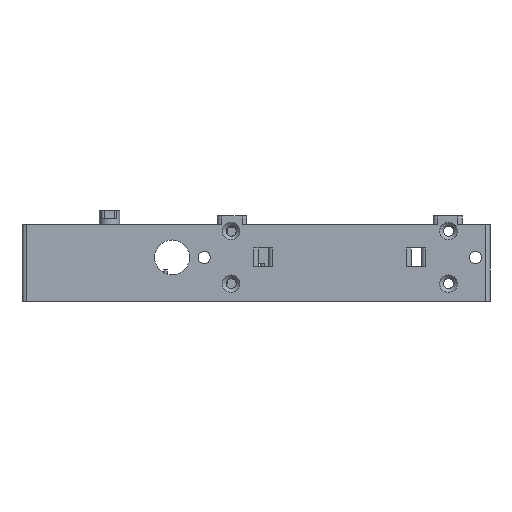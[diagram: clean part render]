
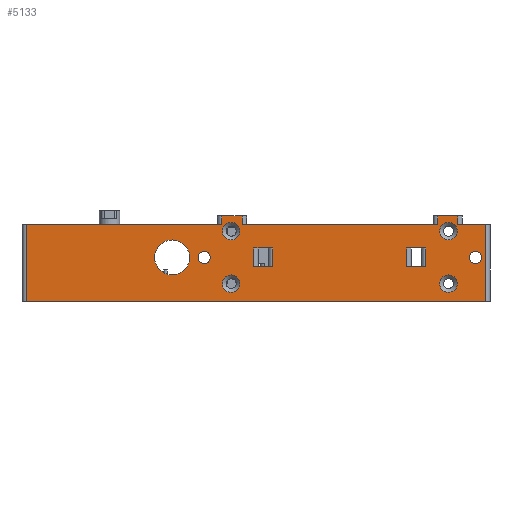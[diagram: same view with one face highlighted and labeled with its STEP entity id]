
A CAD part, front view. The second image highlights one B-rep face of the part: STEP entity #5133.
In plain terms, the highlighted planar face has unit normal (0, -1, 0).
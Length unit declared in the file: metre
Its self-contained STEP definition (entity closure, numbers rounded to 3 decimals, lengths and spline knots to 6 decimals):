
#275=LINE('',#8118,#668);
#359=LINE('',#8421,#752);
#360=LINE('',#8424,#753);
#361=LINE('',#8426,#754);
#362=LINE('',#8428,#755);
#363=LINE('',#8431,#756);
#364=LINE('',#8434,#757);
#365=LINE('',#8436,#758);
#366=LINE('',#8438,#759);
#367=LINE('',#8440,#760);
#368=LINE('',#8442,#761);
#369=LINE('',#8444,#762);
#370=LINE('',#8446,#763);
#371=LINE('',#8447,#764);
#372=LINE('',#8449,#765);
#373=LINE('',#8451,#766);
#374=LINE('',#8454,#767);
#375=LINE('',#8457,#768);
#376=LINE('',#8459,#769);
#377=LINE('',#8461,#770);
#668=VECTOR('',#6318,1.);
#752=VECTOR('',#6570,1.);
#753=VECTOR('',#6571,1.);
#754=VECTOR('',#6572,1.);
#755=VECTOR('',#6573,1.);
#756=VECTOR('',#6576,1.);
#757=VECTOR('',#6577,1.);
#758=VECTOR('',#6578,1.);
#759=VECTOR('',#6579,1.);
#760=VECTOR('',#6580,1.);
#761=VECTOR('',#6581,1.);
#762=VECTOR('',#6582,1.);
#763=VECTOR('',#6583,1.);
#764=VECTOR('',#6584,1.);
#765=VECTOR('',#6585,1.);
#766=VECTOR('',#6586,1.);
#767=VECTOR('',#6589,1.);
#768=VECTOR('',#6590,1.);
#769=VECTOR('',#6591,1.);
#770=VECTOR('',#6592,1.);
#1311=ORIENTED_EDGE('',*,*,#2765,.T.);
#1312=ORIENTED_EDGE('',*,*,#2766,.T.);
#1313=ORIENTED_EDGE('',*,*,#2767,.T.);
#1314=ORIENTED_EDGE('',*,*,#2768,.T.);
#1315=ORIENTED_EDGE('',*,*,#2769,.T.);
#1316=ORIENTED_EDGE('',*,*,#2770,.F.);
#1317=ORIENTED_EDGE('',*,*,#2771,.T.);
#1318=ORIENTED_EDGE('',*,*,#2772,.F.);
#1319=ORIENTED_EDGE('',*,*,#2773,.T.);
#1320=ORIENTED_EDGE('',*,*,#2774,.T.);
#1321=ORIENTED_EDGE('',*,*,#2775,.T.);
#1322=ORIENTED_EDGE('',*,*,#2776,.T.);
#1323=ORIENTED_EDGE('',*,*,#2777,.T.);
#1324=ORIENTED_EDGE('',*,*,#2778,.T.);
#1325=ORIENTED_EDGE('',*,*,#2779,.T.);
#1326=ORIENTED_EDGE('',*,*,#2780,.T.);
#1327=ORIENTED_EDGE('',*,*,#2781,.T.);
#1328=ORIENTED_EDGE('',*,*,#2782,.T.);
#1329=ORIENTED_EDGE('',*,*,#2616,.F.);
#1330=ORIENTED_EDGE('',*,*,#2783,.T.);
#1331=ORIENTED_EDGE('',*,*,#2784,.T.);
#1332=ORIENTED_EDGE('',*,*,#2785,.T.);
#1333=ORIENTED_EDGE('',*,*,#2786,.T.);
#1334=ORIENTED_EDGE('',*,*,#2787,.F.);
#1335=ORIENTED_EDGE('',*,*,#2788,.T.);
#1336=ORIENTED_EDGE('',*,*,#2789,.F.);
#1337=ORIENTED_EDGE('',*,*,#2790,.T.);
#2616=EDGE_CURVE('',#3349,#3350,#275,.T.);
#2765=EDGE_CURVE('',#3480,#3480,#3857,.T.);
#2766=EDGE_CURVE('',#3481,#3481,#3858,.T.);
#2767=EDGE_CURVE('',#3482,#3482,#3859,.T.);
#2768=EDGE_CURVE('',#3483,#3483,#3860,.T.);
#2769=EDGE_CURVE('',#3484,#3484,#3861,.T.);
#2770=EDGE_CURVE('',#3485,#3486,#359,.T.);
#2771=EDGE_CURVE('',#3485,#3487,#360,.F.);
#2772=EDGE_CURVE('',#3488,#3487,#361,.T.);
#2773=EDGE_CURVE('',#3488,#3486,#362,.F.);
#2774=EDGE_CURVE('',#3489,#3489,#3862,.T.);
#2775=EDGE_CURVE('',#3490,#3491,#363,.T.);
#2776=EDGE_CURVE('',#3491,#3492,#364,.F.);
#2777=EDGE_CURVE('',#3492,#3493,#365,.T.);
#2778=EDGE_CURVE('',#3493,#3494,#366,.T.);
#2779=EDGE_CURVE('',#3494,#3495,#367,.T.);
#2780=EDGE_CURVE('',#3495,#3496,#368,.F.);
#2781=EDGE_CURVE('',#3496,#3497,#369,.T.);
#2782=EDGE_CURVE('',#3497,#3350,#370,.F.);
#2783=EDGE_CURVE('',#3349,#3498,#371,.T.);
#2784=EDGE_CURVE('',#3498,#3499,#372,.T.);
#2785=EDGE_CURVE('',#3499,#3490,#373,.F.);
#2786=EDGE_CURVE('',#3500,#3500,#3863,.T.);
#2787=EDGE_CURVE('',#3501,#3502,#374,.T.);
#2788=EDGE_CURVE('',#3501,#3503,#375,.F.);
#2789=EDGE_CURVE('',#3504,#3503,#376,.T.);
#2790=EDGE_CURVE('',#3504,#3502,#377,.T.);
#3349=VERTEX_POINT('',#8117);
#3350=VERTEX_POINT('',#8119);
#3480=VERTEX_POINT('',#8412);
#3481=VERTEX_POINT('',#8414);
#3482=VERTEX_POINT('',#8416);
#3483=VERTEX_POINT('',#8418);
#3484=VERTEX_POINT('',#8420);
#3485=VERTEX_POINT('',#8422);
#3486=VERTEX_POINT('',#8423);
#3487=VERTEX_POINT('',#8425);
#3488=VERTEX_POINT('',#8427);
#3489=VERTEX_POINT('',#8430);
#3490=VERTEX_POINT('',#8432);
#3491=VERTEX_POINT('',#8433);
#3492=VERTEX_POINT('',#8435);
#3493=VERTEX_POINT('',#8437);
#3494=VERTEX_POINT('',#8439);
#3495=VERTEX_POINT('',#8441);
#3496=VERTEX_POINT('',#8443);
#3497=VERTEX_POINT('',#8445);
#3498=VERTEX_POINT('',#8448);
#3499=VERTEX_POINT('',#8450);
#3500=VERTEX_POINT('',#8453);
#3501=VERTEX_POINT('',#8455);
#3502=VERTEX_POINT('',#8456);
#3503=VERTEX_POINT('',#8458);
#3504=VERTEX_POINT('',#8460);
#3857=CIRCLE('',#5600,0.003);
#3858=CIRCLE('',#5601,0.003);
#3859=CIRCLE('',#5602,0.003);
#3860=CIRCLE('',#5603,0.003);
#3861=CIRCLE('',#5604,0.0021);
#3862=CIRCLE('',#5605,0.0021);
#3863=CIRCLE('',#5606,0.006);
#4101=EDGE_LOOP('',(#1311));
#4102=EDGE_LOOP('',(#1312));
#4103=EDGE_LOOP('',(#1313));
#4104=EDGE_LOOP('',(#1314));
#4105=EDGE_LOOP('',(#1315));
#4106=EDGE_LOOP('',(#1316,#1317,#1318,#1319));
#4107=EDGE_LOOP('',(#1320));
#4108=EDGE_LOOP('',(#1321,#1322,#1323,#1324,#1325,#1326,#1327,#1328,#1329,
#1330,#1331,#1332));
#4109=EDGE_LOOP('',(#1333));
#4110=EDGE_LOOP('',(#1334,#1335,#1336,#1337));
#4572=FACE_BOUND('',#4101,.T.);
#4573=FACE_BOUND('',#4102,.T.);
#4574=FACE_BOUND('',#4103,.T.);
#4575=FACE_BOUND('',#4104,.T.);
#4576=FACE_BOUND('',#4105,.T.);
#4577=FACE_BOUND('',#4106,.T.);
#4578=FACE_BOUND('',#4107,.T.);
#4579=FACE_BOUND('',#4108,.T.);
#4580=FACE_BOUND('',#4109,.T.);
#4581=FACE_BOUND('',#4110,.T.);
#4994=PLANE('',#5599);
#5133=ADVANCED_FACE('',(#4572,#4573,#4574,#4575,#4576,#4577,#4578,#4579,
#4580,#4581),#4994,.F.);
#5599=AXIS2_PLACEMENT_3D('',#8410,#6558,#6559);
#5600=AXIS2_PLACEMENT_3D('',#8411,#6560,#6561);
#5601=AXIS2_PLACEMENT_3D('',#8413,#6562,#6563);
#5602=AXIS2_PLACEMENT_3D('',#8415,#6564,#6565);
#5603=AXIS2_PLACEMENT_3D('',#8417,#6566,#6567);
#5604=AXIS2_PLACEMENT_3D('',#8419,#6568,#6569);
#5605=AXIS2_PLACEMENT_3D('',#8429,#6574,#6575);
#5606=AXIS2_PLACEMENT_3D('',#8452,#6587,#6588);
#6318=DIRECTION('',(-1.,0.,0.));
#6558=DIRECTION('',(0.,1.,0.));
#6559=DIRECTION('',(0.,0.,1.));
#6560=DIRECTION('',(0.,1.,0.));
#6561=DIRECTION('',(0.,0.,1.));
#6562=DIRECTION('',(0.,1.,0.));
#6563=DIRECTION('',(0.,0.,1.));
#6564=DIRECTION('',(0.,1.,0.));
#6565=DIRECTION('',(0.,0.,1.));
#6566=DIRECTION('',(0.,1.,0.));
#6567=DIRECTION('',(0.,0.,1.));
#6568=DIRECTION('',(0.,1.,0.));
#6569=DIRECTION('',(0.,0.,1.));
#6570=DIRECTION('',(1.,0.,0.));
#6571=DIRECTION('',(0.,0.,-1.));
#6572=DIRECTION('',(-1.,0.,0.));
#6573=DIRECTION('',(0.,0.,1.));
#6574=DIRECTION('',(0.,1.,0.));
#6575=DIRECTION('',(0.,0.,1.));
#6576=DIRECTION('',(-1.,0.,0.));
#6577=DIRECTION('',(0.,0.,1.));
#6578=DIRECTION('',(-1.,0.,0.));
#6579=DIRECTION('',(0.,0.,1.));
#6580=DIRECTION('',(-1.,0.,0.));
#6581=DIRECTION('',(0.,0.,1.));
#6582=DIRECTION('',(-1.,0.,0.));
#6583=DIRECTION('',(0.,0.,1.));
#6584=DIRECTION('',(0.,0.,1.));
#6585=DIRECTION('',(-1.,0.,0.));
#6586=DIRECTION('',(0.,0.,-1.));
#6587=DIRECTION('',(0.,1.,0.));
#6588=DIRECTION('',(0.,0.,1.));
#6589=DIRECTION('',(1.,0.,0.));
#6590=DIRECTION('',(0.,0.,-1.));
#6591=DIRECTION('',(-1.,0.,0.));
#6592=DIRECTION('',(0.,0.,-1.));
#8117=CARTESIAN_POINT('',(0.064,-0.042,0.));
#8118=CARTESIAN_POINT('',(-0.005,-0.042,0.));
#8119=CARTESIAN_POINT('',(-0.0935,-0.042,0.));
#8410=CARTESIAN_POINT('',(0.014,-0.042,0.01525));
#8411=CARTESIAN_POINT('',(0.05125,-0.042,0.00625));
#8412=CARTESIAN_POINT('',(0.05125,-0.042,0.00925));
#8413=CARTESIAN_POINT('',(0.05125,-0.042,0.02425));
#8414=CARTESIAN_POINT('',(0.05125,-0.042,0.02725));
#8415=CARTESIAN_POINT('',(-0.02325,-0.042,0.00625));
#8416=CARTESIAN_POINT('',(-0.02325,-0.042,0.00925));
#8417=CARTESIAN_POINT('',(-0.02325,-0.042,0.02425));
#8418=CARTESIAN_POINT('',(-0.02325,-0.042,0.02725));
#8419=CARTESIAN_POINT('',(0.0605,-0.042,0.01525));
#8420=CARTESIAN_POINT('',(0.0605,-0.042,0.01735));
#8421=CARTESIAN_POINT('',(0.014,-0.042,0.012));
#8422=CARTESIAN_POINT('',(0.037,-0.042,0.012));
#8423=CARTESIAN_POINT('',(0.0435,-0.042,0.012));
#8424=CARTESIAN_POINT('',(0.037,-0.042,0.0185));
#8425=CARTESIAN_POINT('',(0.037,-0.042,0.0185));
#8426=CARTESIAN_POINT('',(0.014,-0.042,0.0185));
#8427=CARTESIAN_POINT('',(0.0435,-0.042,0.0185));
#8428=CARTESIAN_POINT('',(0.0435,-0.042,0.012));
#8429=CARTESIAN_POINT('',(-0.0325,-0.042,0.01525));
#8430=CARTESIAN_POINT('',(-0.0325,-0.042,0.01735));
#8431=CARTESIAN_POINT('',(0.0555,-0.042,0.0295));
#8432=CARTESIAN_POINT('',(0.0545,-0.042,0.0295));
#8433=CARTESIAN_POINT('',(0.0475,-0.042,0.0295));
#8434=CARTESIAN_POINT('',(0.0475,-0.042,0.01525));
#8435=CARTESIAN_POINT('',(0.0475,-0.042,0.0265));
#8436=CARTESIAN_POINT('',(-0.005,-0.042,0.0265));
#8437=CARTESIAN_POINT('',(-0.0195,-0.042,0.0265));
#8438=CARTESIAN_POINT('',(-0.0195,-0.042,0.0295));
#8439=CARTESIAN_POINT('',(-0.0195,-0.042,0.0295));
#8440=CARTESIAN_POINT('',(-0.0185,-0.042,0.0295));
#8441=CARTESIAN_POINT('',(-0.0265,-0.042,0.0295));
#8442=CARTESIAN_POINT('',(-0.0265,-0.042,0.01525));
#8443=CARTESIAN_POINT('',(-0.0265,-0.042,0.0265));
#8444=CARTESIAN_POINT('',(-0.005,-0.042,0.0265));
#8445=CARTESIAN_POINT('',(-0.0935,-0.042,0.0265));
#8446=CARTESIAN_POINT('',(-0.0935,-0.042,0.01525));
#8447=CARTESIAN_POINT('',(0.064,-0.042,0.01525));
#8448=CARTESIAN_POINT('',(0.064,-0.042,0.0265));
#8449=CARTESIAN_POINT('',(-0.005,-0.042,0.0265));
#8450=CARTESIAN_POINT('',(0.0545,-0.042,0.0265));
#8451=CARTESIAN_POINT('',(0.0545,-0.042,0.01525));
#8452=CARTESIAN_POINT('',(-0.0435,-0.042,0.01525));
#8453=CARTESIAN_POINT('',(-0.0435,-0.042,0.02125));
#8454=CARTESIAN_POINT('',(0.014,-0.042,0.012));
#8455=CARTESIAN_POINT('',(-0.0155,-0.042,0.012));
#8456=CARTESIAN_POINT('',(-0.009,-0.042,0.012));
#8457=CARTESIAN_POINT('',(-0.0155,-0.042,0.0185));
#8458=CARTESIAN_POINT('',(-0.0155,-0.042,0.0185));
#8459=CARTESIAN_POINT('',(0.014,-0.042,0.0185));
#8460=CARTESIAN_POINT('',(-0.009,-0.042,0.0185));
#8461=CARTESIAN_POINT('',(-0.009,-0.042,0.01525));
